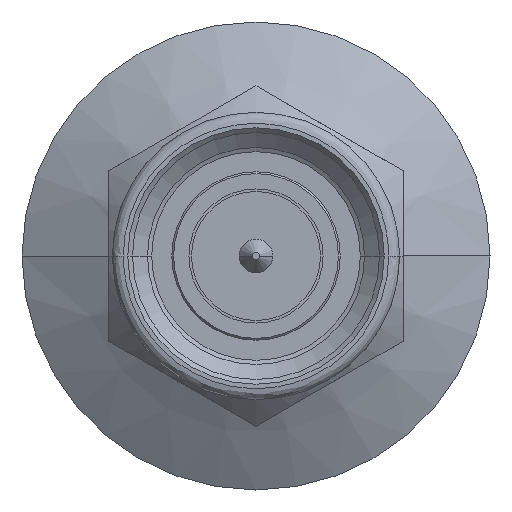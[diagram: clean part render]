
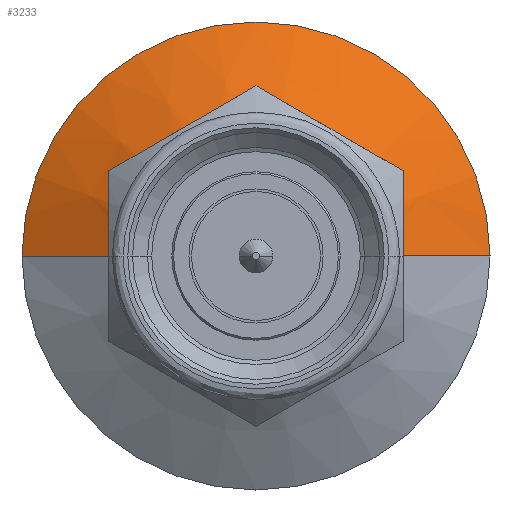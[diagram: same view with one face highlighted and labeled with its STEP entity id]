
A CAD part, left-side view. The second image highlights one B-rep face of the part: STEP entity #3233.
In plain terms, the highlighted conical face has half-angle 59.939 degrees and reference radius 6.35 mm.
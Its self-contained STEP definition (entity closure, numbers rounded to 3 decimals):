
#168 = AXIS2_PLACEMENT_3D ( 'NONE', #4010, #432, #4990 ) ;
#250 = FACE_OUTER_BOUND ( 'NONE', #4754, .T. ) ;
#432 = DIRECTION ( 'NONE',  ( -1., 0., 0. ) ) ;
#717 = CARTESIAN_POINT ( 'NONE',  ( 8.1, -3.24, 0. ) ) ;
#719 = DIRECTION ( 'NONE',  ( 0.501, 0.865, 0. ) ) ;
#970 = EDGE_CURVE ( 'NONE', #3800, #4301, #3453, .T. ) ;
#1067 = ORIENTED_EDGE ( 'NONE', *, *, #970, .T. ) ;
#1103 = CARTESIAN_POINT ( 'NONE',  ( 9.9, 6.35, 0. ) ) ;
#1282 = VECTOR ( 'NONE', #2935, 1000. ) ;
#1292 = AXIS2_PLACEMENT_3D ( 'NONE', #3958, #1507, #4350 ) ;
#1463 = CARTESIAN_POINT ( 'NONE',  ( 9.9, 0., 0. ) ) ;
#1507 = DIRECTION ( 'NONE',  ( 1., 0., 0. ) ) ;
#1706 = VERTEX_POINT ( 'NONE', #2909 ) ;
#1816 = EDGE_CURVE ( 'NONE', #4301, #4292, #5259, .T. ) ;
#1885 = DIRECTION ( 'NONE',  ( 0., 1., 0. ) ) ;
#1941 = CARTESIAN_POINT ( 'NONE',  ( 9.9, 6.35, 0. ) ) ;
#2049 = VECTOR ( 'NONE', #719, 1000. ) ;
#2178 = CIRCLE ( 'NONE', #1292, 3.24 ) ;
#2184 = CONICAL_SURFACE ( 'NONE', #4572, 6.35, 1.046 ) ;
#2685 = ORIENTED_EDGE ( 'NONE', *, *, #1816, .T. ) ;
#2898 = CARTESIAN_POINT ( 'NONE',  ( 9.9, -6.35, 0. ) ) ;
#2909 = CARTESIAN_POINT ( 'NONE',  ( 8.1, 3.24, 0. ) ) ;
#2935 = DIRECTION ( 'NONE',  ( 0.501, -0.865, 0. ) ) ;
#3233 = ADVANCED_FACE ( 'NONE', ( #250 ), #2184, .T. ) ;
#3337 = EDGE_CURVE ( 'NONE', #1706, #4292, #5145, .T. ) ;
#3453 = LINE ( 'NONE', #2898, #1282 ) ;
#3503 = DIRECTION ( 'NONE',  ( 1., 0., 0. ) ) ;
#3622 = ORIENTED_EDGE ( 'NONE', *, *, #3760, .T. ) ;
#3760 = EDGE_CURVE ( 'NONE', #1706, #3800, #2178, .T. ) ;
#3800 = VERTEX_POINT ( 'NONE', #717 ) ;
#3935 = ORIENTED_EDGE ( 'NONE', *, *, #3337, .F. ) ;
#3958 = CARTESIAN_POINT ( 'NONE',  ( 8.1, 0., 0. ) ) ;
#4010 = CARTESIAN_POINT ( 'NONE',  ( 9.9, 0., 0. ) ) ;
#4292 = VERTEX_POINT ( 'NONE', #1941 ) ;
#4301 = VERTEX_POINT ( 'NONE', #4814 ) ;
#4350 = DIRECTION ( 'NONE',  ( 0., 0., 1. ) ) ;
#4572 = AXIS2_PLACEMENT_3D ( 'NONE', #1463, #3503, #1885 ) ;
#4754 = EDGE_LOOP ( 'NONE', ( #3622, #1067, #2685, #3935 ) ) ;
#4814 = CARTESIAN_POINT ( 'NONE',  ( 9.9, -6.35, 0. ) ) ;
#4990 = DIRECTION ( 'NONE',  ( 0., 0., 1. ) ) ;
#5145 = LINE ( 'NONE', #1103, #2049 ) ;
#5259 = CIRCLE ( 'NONE', #168, 6.35 ) ;
